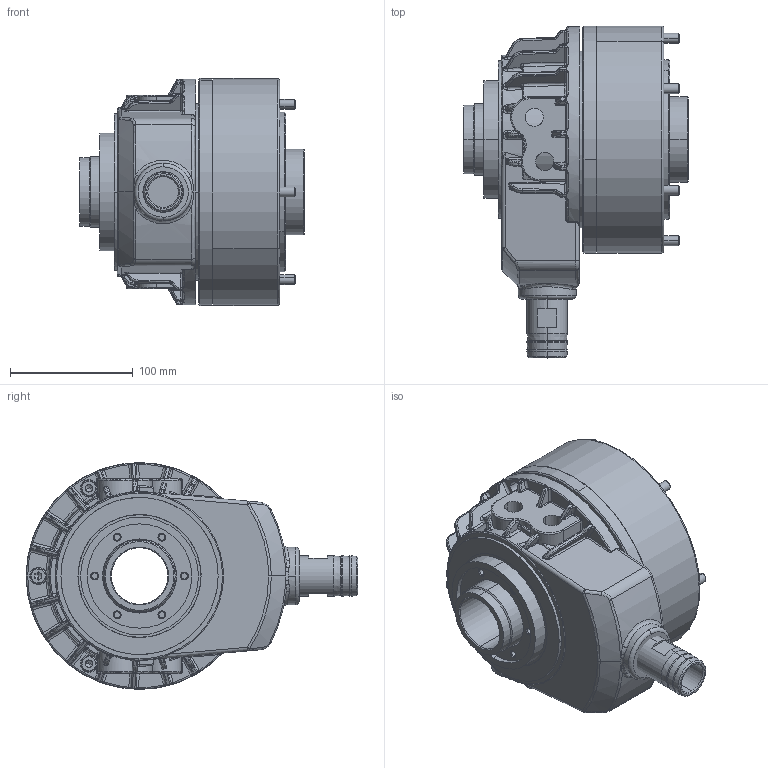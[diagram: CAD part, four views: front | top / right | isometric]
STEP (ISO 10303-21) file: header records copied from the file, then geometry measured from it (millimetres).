
FILE_DESCRIPTION (( 'STEP AP203' ), '1' );
FILE_NAME ('CF-TK-B846.STEP', '2022-01-20T00:26:13', ( '' ), ( '' ), 'SwSTEP 2.0', 'SolidWorks 2016', '' );
FILE_SCHEMA (( 'CONFIG_CONTROL_DESIGN' ));
Length unit declared in the file: millimetre
Products named in the file (9): CF-TK-B846; CF-TK-852罩殼; CF-TK-A853閥軸; CF-TK-B853缸體; CF-TK-B846活塞; CT-S08-08000; O-RING_G50; 圓頭內六角螺栓_M8x70; CF-TK-852-08020
Assembly tree (13 placements, depth 2):
  CF-TK-B846
    CF-TK-852罩殼
    CF-TK-A853閥軸
    CF-TK-B853缸體
    CF-TK-B846活塞
    CT-S08-08000
    O-RING_G50
    圓頭內六角螺栓_M8x70  x6
    CF-TK-852-08020
Bounding box: 183 x 270.5 x 185 mm (x, y, z)
Volume: 2676999.4 mm3; surface area: 466053.5 mm2
Topology: 13 solids, 17 shells, 1433 faces, 3455 edges, 2065 vertices
Faces by surface type: cylinder 579, plane 335, bspline 269, cone 162, torus 86, sphere 2
Entity records: 65127 total; most frequent: CARTESIAN_POINT 36202, ORIENTED_EDGE 6218, DIRECTION 5018, EDGE_CURVE 3109, AXIS2_PLACEMENT_3D 2008, VERTEX_POINT 1900, EDGE_LOOP 1471, ADVANCED_FACE 1308
